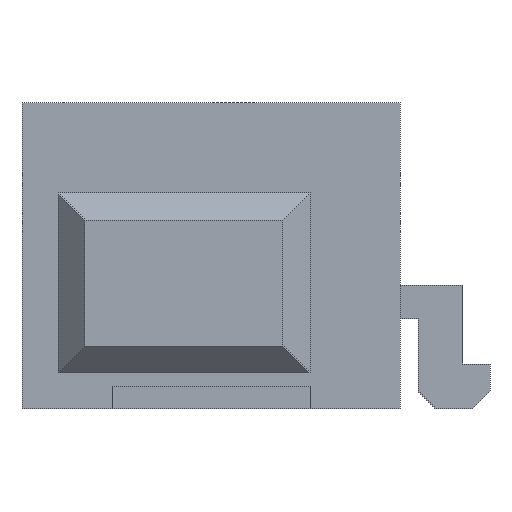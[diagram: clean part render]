
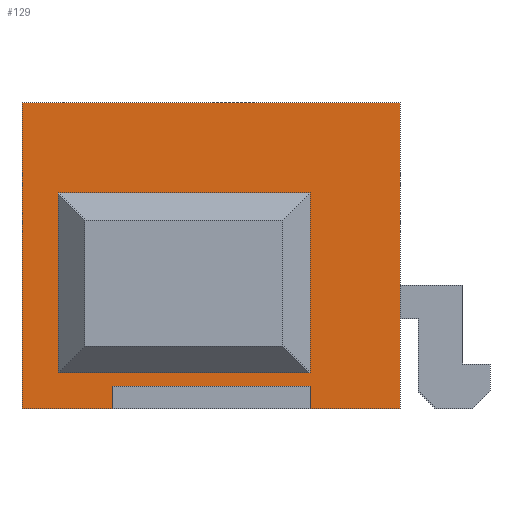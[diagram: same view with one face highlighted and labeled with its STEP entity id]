
A CAD part, front view. The second image highlights one B-rep face of the part: STEP entity #129.
In plain terms, the highlighted planar face has unit normal (0, -1, 0).
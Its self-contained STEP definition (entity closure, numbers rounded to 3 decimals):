
#13=DIRECTION('',(0.,0.,1.));
#14=DIRECTION('',(1.,0.,0.));
#55=VERTEX_POINT('',#56);
#56=CARTESIAN_POINT('',(-1.7,-5.875,2.4));
#60=DIRECTION('',(0.,1.,0.));
#66=VECTOR('',#14,1.);
#69=VERTEX_POINT('',#70);
#70=CARTESIAN_POINT('',(1.1,-5.875,2.4));
#73=ORIENTED_EDGE('',*,*,#74,.F.);
#74=EDGE_CURVE('',#55,#69,#75,.T.);
#75=LINE('',#76,#66);
#76=CARTESIAN_POINT('',(-1.9,-5.875,2.4));
#87=VECTOR('',#13,1.);
#90=VERTEX_POINT('',#91);
#91=CARTESIAN_POINT('',(-1.7,-5.875,0.4));
#95=EDGE_CURVE('',#55,#90,#96,.T.);
#96=LINE('',#97,#98);
#97=CARTESIAN_POINT('',(-1.7,-5.875,0.2));
#98=VECTOR('',#99,1.);
#99=DIRECTION('',(0.,0.,-1.));
#129=ADVANCED_FACE('',(#130,#152),#165,.F.);
#130=FACE_BOUND('',#131,.F.);
#131=EDGE_LOOP('',(#132,#139,#144,#149));
#132=ORIENTED_EDGE('',*,*,#133,.F.);
#133=EDGE_CURVE('',#134,#136,#138,.T.);
#134=VERTEX_POINT('',#135);
#135=CARTESIAN_POINT('',(-2.1,-5.875,0.));
#136=VERTEX_POINT('',#137);
#137=CARTESIAN_POINT('',(2.1,-5.875,0.));
#138=LINE('',#135,#66);
#139=ORIENTED_EDGE('',*,*,#140,.T.);
#140=EDGE_CURVE('',#134,#141,#143,.T.);
#141=VERTEX_POINT('',#142);
#142=CARTESIAN_POINT('',(-2.1,-5.875,3.4));
#143=LINE('',#135,#87);
#144=ORIENTED_EDGE('',*,*,#145,.T.);
#145=EDGE_CURVE('',#141,#146,#148,.T.);
#146=VERTEX_POINT('',#147);
#147=CARTESIAN_POINT('',(2.1,-5.875,3.4));
#148=LINE('',#142,#66);
#149=ORIENTED_EDGE('',*,*,#150,.F.);
#150=EDGE_CURVE('',#136,#146,#151,.T.);
#151=LINE('',#137,#87);
#152=FACE_BOUND('',#153,.F.);
#153=EDGE_LOOP('',(#73,#154,#155,#161));
#154=ORIENTED_EDGE('',*,*,#95,.T.);
#155=ORIENTED_EDGE('',*,*,#156,.T.);
#156=EDGE_CURVE('',#90,#157,#159,.T.);
#157=VERTEX_POINT('',#158);
#158=CARTESIAN_POINT('',(1.1,-5.875,0.4));
#159=LINE('',#160,#66);
#160=CARTESIAN_POINT('',(-1.9,-5.875,0.4));
#161=ORIENTED_EDGE('',*,*,#162,.F.);
#162=EDGE_CURVE('',#69,#157,#163,.T.);
#163=LINE('',#164,#98);
#164=CARTESIAN_POINT('',(1.1,-5.875,0.2));
#165=PLANE('',#166);
#166=AXIS2_PLACEMENT_3D('',#135,#60,#13);
